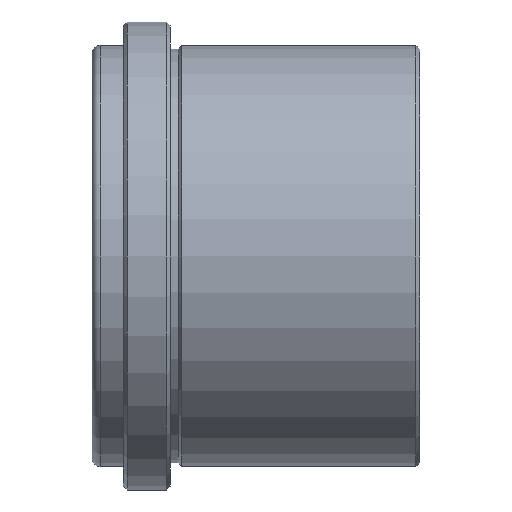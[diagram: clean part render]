
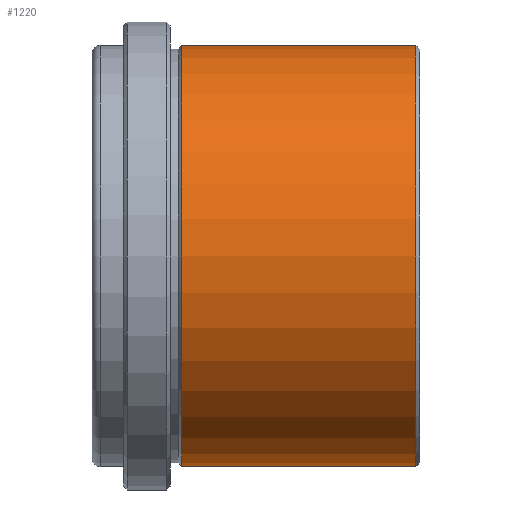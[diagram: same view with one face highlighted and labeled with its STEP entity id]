
A CAD part, left-side view. The second image highlights one B-rep face of the part: STEP entity #1220.
In plain terms, the highlighted cylindrical face has radius 27 mm (diameter 54 mm), a partial arc.
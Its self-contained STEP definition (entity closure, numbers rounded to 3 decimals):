
#16 = ORIENTED_EDGE ( 'NONE', *, *, #1583, .F. ) ;
#23 = DIRECTION ( 'NONE',  ( 0., 0., -1. ) ) ;
#267 = DIRECTION ( 'NONE',  ( 0., 0., -1. ) ) ;
#276 = CARTESIAN_POINT ( 'NONE',  ( 0., 0.713, 27. ) ) ;
#297 = DIRECTION ( 'NONE',  ( 0., 0., -1. ) ) ;
#308 = DIRECTION ( 'NONE',  ( 0., -1., 0. ) ) ;
#309 = CARTESIAN_POINT ( 'NONE',  ( 0., 0., -27. ) ) ;
#316 = DIRECTION ( 'NONE',  ( 0., -1., 0. ) ) ;
#349 = CARTESIAN_POINT ( 'NONE',  ( 0., -29.287, 0. ) ) ;
#428 = DIRECTION ( 'NONE',  ( 0., -1., 0. ) ) ;
#464 = CARTESIAN_POINT ( 'NONE',  ( 0., 0., 27. ) ) ;
#465 = CARTESIAN_POINT ( 'NONE',  ( 0., -29.287, -27. ) ) ;
#611 = VERTEX_POINT ( 'NONE', #465 ) ;
#632 = ORIENTED_EDGE ( 'NONE', *, *, #1981, .T. ) ;
#728 = CYLINDRICAL_SURFACE ( 'NONE', #2080, 27. ) ;
#741 = CARTESIAN_POINT ( 'NONE',  ( 0., 0.713, 0. ) ) ;
#756 = ORIENTED_EDGE ( 'NONE', *, *, #1147, .T. ) ;
#858 = VERTEX_POINT ( 'NONE', #276 ) ;
#927 = FACE_OUTER_BOUND ( 'NONE', #1965, .T. ) ;
#936 = VERTEX_POINT ( 'NONE', #1845 ) ;
#1093 = VECTOR ( 'NONE', #316, 1000. ) ;
#1147 = EDGE_CURVE ( 'NONE', #858, #1588, #1597, .T. ) ;
#1220 = ADVANCED_FACE ( 'NONE', ( #927 ), #728, .T. ) ;
#1273 = AXIS2_PLACEMENT_3D ( 'NONE', #349, #1504, #23 ) ;
#1395 = AXIS2_PLACEMENT_3D ( 'NONE', #741, #428, #267 ) ;
#1459 = DIRECTION ( 'NONE',  ( 0., -1., 0. ) ) ;
#1504 = DIRECTION ( 'NONE',  ( 0., -1., 0. ) ) ;
#1507 = VECTOR ( 'NONE', #1459, 1000. ) ;
#1583 = EDGE_CURVE ( 'NONE', #858, #936, #1854, .T. ) ;
#1584 = ORIENTED_EDGE ( 'NONE', *, *, #1771, .F. ) ;
#1588 = VERTEX_POINT ( 'NONE', #1611 ) ;
#1597 = CIRCLE ( 'NONE', #1395, 27. ) ;
#1611 = CARTESIAN_POINT ( 'NONE',  ( 0., 0.713, -27. ) ) ;
#1765 = CARTESIAN_POINT ( 'NONE',  ( 0., 0., 0. ) ) ;
#1771 = EDGE_CURVE ( 'NONE', #936, #611, #1901, .T. ) ;
#1845 = CARTESIAN_POINT ( 'NONE',  ( 0., -29.287, 27. ) ) ;
#1854 = LINE ( 'NONE', #464, #1093 ) ;
#1901 = CIRCLE ( 'NONE', #1273, 27. ) ;
#1924 = LINE ( 'NONE', #309, #1507 ) ;
#1965 = EDGE_LOOP ( 'NONE', ( #16, #756, #632, #1584 ) ) ;
#1981 = EDGE_CURVE ( 'NONE', #1588, #611, #1924, .T. ) ;
#2080 = AXIS2_PLACEMENT_3D ( 'NONE', #1765, #308, #297 ) ;
